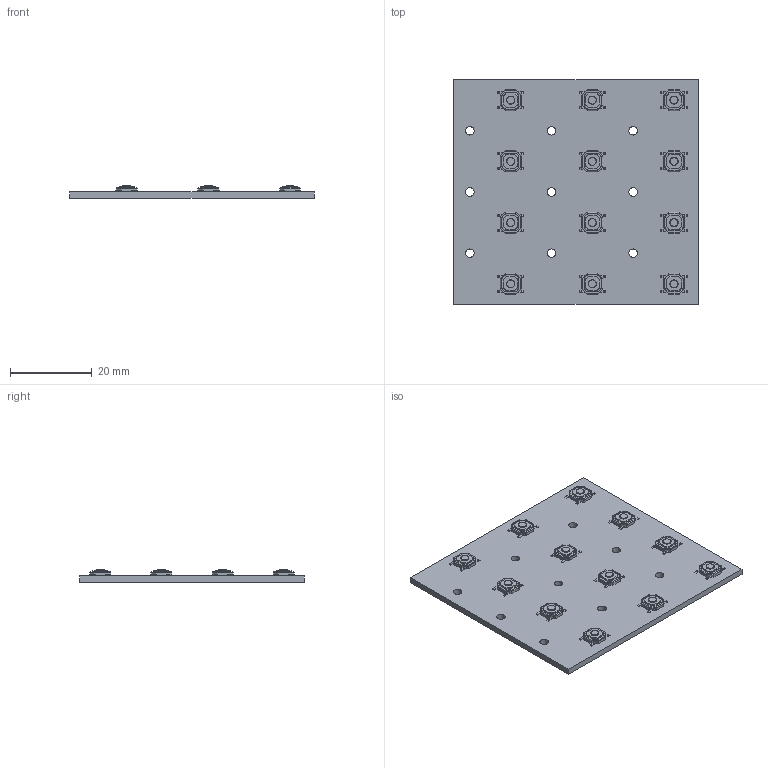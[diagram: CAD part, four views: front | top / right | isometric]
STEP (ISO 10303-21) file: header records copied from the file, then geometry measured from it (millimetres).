
FILE_DESCRIPTION(('KiCad electronic assembly'),'2;1');
FILE_NAME('T9_keyboard.step','2025-08-21T16:50:22',('Pcbnew'),('Kicad'), 'Open CASCADE STEP processor 7.8','KiCad to STEP converter','Unknown' );
FILE_SCHEMA(('AUTOMOTIVE_DESIGN { 1 0 10303 214 1 1 1 1 }'));
Length unit declared in the file: millimetre
Products named in the file (3): T9_keyboard 1; SW_Push_1P1T_XKB_TS-1187A; T9_keyboard_PCB
Assembly tree (13 placements, depth 2):
  T9_keyboard 1
    SW_Push_1P1T_XKB_TS-1187A  x12
    T9_keyboard_PCB
Bounding box: 60 x 55 x 3 mm (x, y, z)
Volume: 5228.8 mm3; surface area: 8149.7 mm2
Topology: 121 solids, 121 shells, 1599 faces, 3927 edges, 2582 vertices
Faces by surface type: plane 1410, cylinder 177, cone 12
Full cylindrical faces by diameter (mm): 2 x24, 2.1 x9
Entity records: 4522 total; most frequent: CARTESIAN_POINT 763, ORIENTED_EDGE 726, DIRECTION 724, EDGE_CURVE 363, LINE 324, VECTOR 324, VERTEX_POINT 239, AXIS2_PLACEMENT_3D 200
